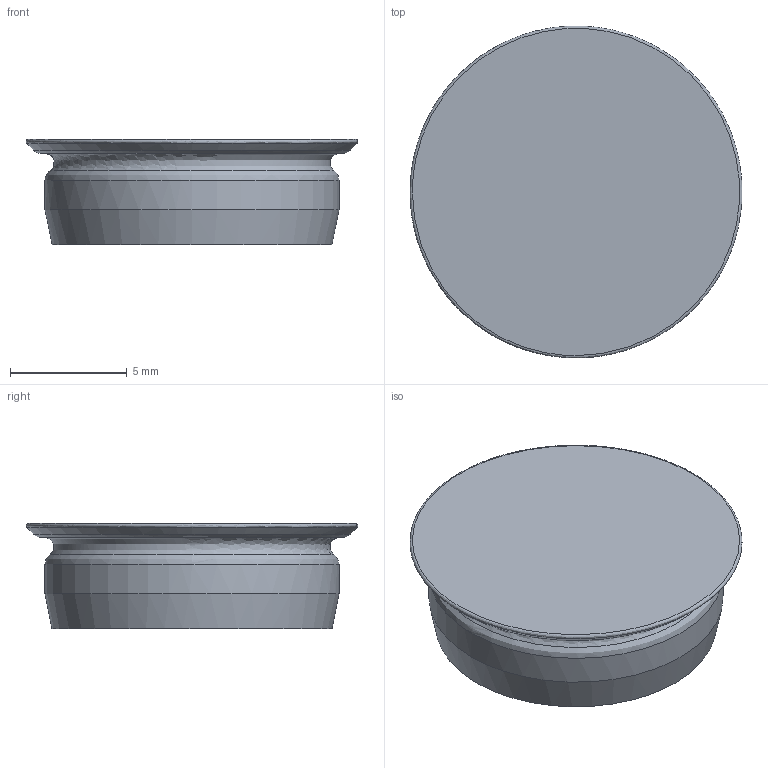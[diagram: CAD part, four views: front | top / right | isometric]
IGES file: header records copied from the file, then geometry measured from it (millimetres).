
Global section: file name: SZ0135S_A; native system: Autodesk Inventor 2015; preprocessor: unknown; author: M.  Boeke; date: 20151124.121643; units: millimetre
Bounding box: 14.22 x 14.22 x 4.5 mm (x, y, z)
Volume: 278.2 mm3; surface area: 582 mm2
Topology: 1 solids, 1 shells, 13 faces, 37 edges, 28 vertices
Faces by surface type: bspline 13
